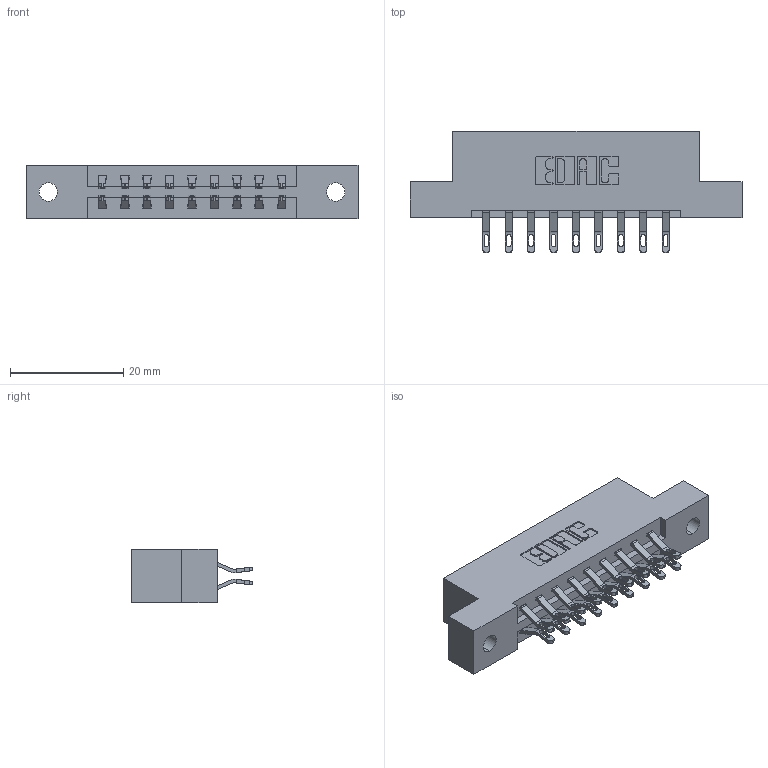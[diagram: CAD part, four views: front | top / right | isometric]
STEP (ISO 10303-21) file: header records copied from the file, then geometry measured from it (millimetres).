
FILE_DESCRIPTION (( 'STEP AP203' ), '1' );
FILE_NAME ('387-018-555-202.STEP', '2018-09-12T10:50:41', ( '' ), ( '' ), 'SwSTEP 2.0', 'SolidWorks 2016', '' );
FILE_SCHEMA (( 'CONFIG_CONTROL_DESIGN' ));
Length unit declared in the file: inch
Products named in the file (3): 345-292-001_555 Tail; 387-018-555-202; 337 Part_Flush Mounting Lugs - 0.128 Dia
Assembly tree (19 placements, depth 2):
  387-018-555-202
    337 Part_Flush Mounting Lugs - 0.128 Dia
    345-292-001_555 Tail  x18
Bounding box: 58.67 x 21.47 x 9.4 mm (x, y, z)
Volume: 5759.8 mm3; surface area: 6114.9 mm2
Topology: 19 solids, 19 shells, 1194 faces, 3713 edges, 2474 vertices
Faces by surface type: plane 718, cylinder 476
Entity records: 11575 total; most frequent: CARTESIAN_POINT 2012, ORIENTED_EDGE 1918, DIRECTION 1743, EDGE_CURVE 959, LINE 811, VECTOR 811, VERTEX_POINT 638, AXIS2_PLACEMENT_3D 466
